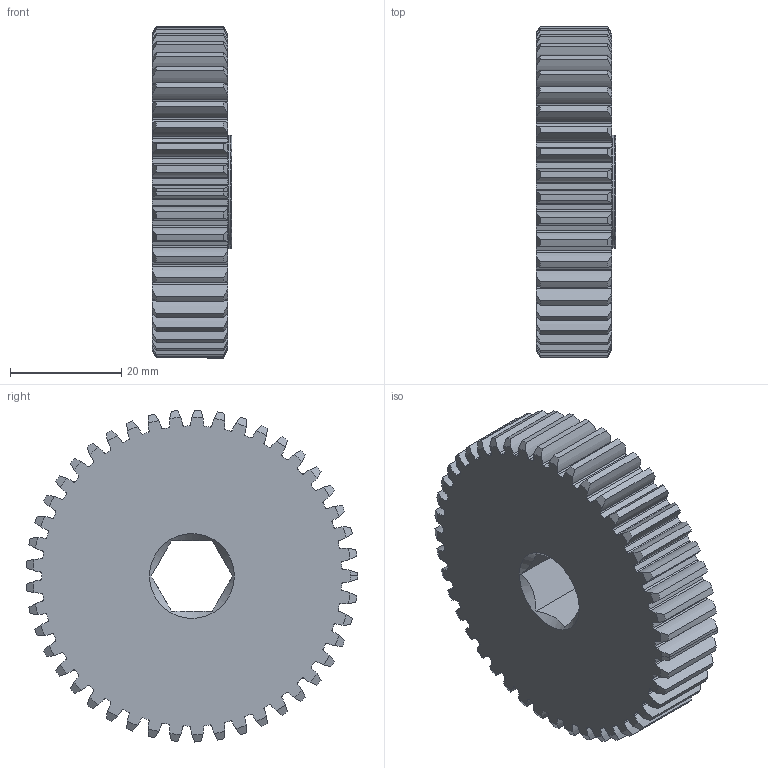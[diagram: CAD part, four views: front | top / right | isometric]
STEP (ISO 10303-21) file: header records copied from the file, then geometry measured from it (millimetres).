
FILE_DESCRIPTION((''),'2;1');
FILE_NAME('AM-0129a.stp','2008-01-03T18:21:23',('Owner'),(''),'Autodesk Inventor (R) 6.0','Autodesk Inventor (R) 6.0','');
FILE_SCHEMA(('AUTOMOTIVE_DESIGN { 1 0 10303 214 1 1 1 1 }'));
Length unit declared in the file: inch
Products named in the file (1): AM-0129 Large Final Gear 45T
Bounding box: 14.3 x 59.65 x 59.68 mm (x, y, z)
Volume: 32544.2 mm3; surface area: 10352.3 mm2
Topology: 1 solids, 1 shells, 382 faces, 1145 edges, 766 vertices
Faces by surface type: cylinder 273, cone 96, plane 9, bspline 2, torus 2
Entity records: 13534 total; most frequent: CARTESIAN_POINT 2970, DIRECTION 2359, ORIENTED_EDGE 2290, EDGE_CURVE 1145, AXIS2_PLACEMENT_3D 1037, VERTEX_POINT 766, CIRCLE 656, EDGE_LOOP 385
